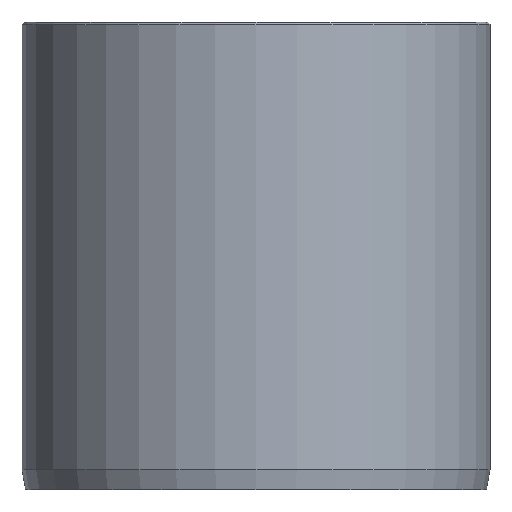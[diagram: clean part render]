
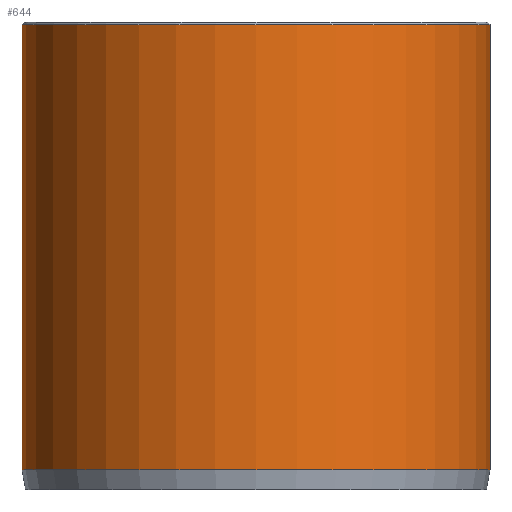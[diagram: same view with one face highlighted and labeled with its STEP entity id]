
A CAD part, front view. The second image highlights one B-rep face of the part: STEP entity #644.
In plain terms, the highlighted cylindrical face has radius 17.5 mm (diameter 35 mm), a partial arc.
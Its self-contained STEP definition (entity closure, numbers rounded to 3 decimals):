
#31 = CARTESIAN_POINT ( 'NONE',  ( 0., 0., 35. ) ) ;
#44 = CARTESIAN_POINT ( 'NONE',  ( -17.5, 0., 35. ) ) ;
#156 = CARTESIAN_POINT ( 'NONE',  ( 0., 0., 1.5 ) ) ;
#193 = LINE ( 'NONE', #327, #977 ) ;
#204 = EDGE_CURVE ( 'NONE', #736, #463, #963, .T. ) ;
#243 = ORIENTED_EDGE ( 'NONE', *, *, #422, .T. ) ;
#244 = ORIENTED_EDGE ( 'NONE', *, *, #204, .T. ) ;
#268 = VECTOR ( 'NONE', #767, 1000. ) ;
#287 = CIRCLE ( 'NONE', #567, 17.5 ) ;
#290 = ORIENTED_EDGE ( 'NONE', *, *, #757, .T. ) ;
#327 = CARTESIAN_POINT ( 'NONE',  ( 17.5, 0., 35. ) ) ;
#422 = EDGE_CURVE ( 'NONE', #967, #435, #287, .T. ) ;
#435 = VERTEX_POINT ( 'NONE', #714 ) ;
#447 = DIRECTION ( 'NONE',  ( 1., 0., 0. ) ) ;
#463 = VERTEX_POINT ( 'NONE', #817 ) ;
#464 = CARTESIAN_POINT ( 'NONE',  ( 17.5, 0., 34.8 ) ) ;
#541 = ORIENTED_EDGE ( 'NONE', *, *, #554, .F. ) ;
#554 = EDGE_CURVE ( 'NONE', #736, #435, #193, .T. ) ;
#567 = AXIS2_PLACEMENT_3D ( 'NONE', #156, #1110, #717 ) ;
#644 = ADVANCED_FACE ( 'NONE', ( #1172 ), #878, .T. ) ;
#653 = DIRECTION ( 'NONE',  ( -1., 0., 0. ) ) ;
#714 = CARTESIAN_POINT ( 'NONE',  ( 17.5, 0., 1.5 ) ) ;
#717 = DIRECTION ( 'NONE',  ( 1., 0., 0. ) ) ;
#736 = VERTEX_POINT ( 'NONE', #464 ) ;
#757 = EDGE_CURVE ( 'NONE', #463, #967, #788, .T. ) ;
#767 = DIRECTION ( 'NONE',  ( 0., 0., -1. ) ) ;
#788 = LINE ( 'NONE', #44, #268 ) ;
#795 = AXIS2_PLACEMENT_3D ( 'NONE', #1052, #1032, #447 ) ;
#817 = CARTESIAN_POINT ( 'NONE',  ( -17.5, 0., 34.8 ) ) ;
#878 = CYLINDRICAL_SURFACE ( 'NONE', #1291, 17.5 ) ;
#957 = DIRECTION ( 'NONE',  ( 0., 0., -1. ) ) ;
#963 = CIRCLE ( 'NONE', #795, 17.5 ) ;
#967 = VERTEX_POINT ( 'NONE', #1005 ) ;
#977 = VECTOR ( 'NONE', #1046, 1000. ) ;
#1005 = CARTESIAN_POINT ( 'NONE',  ( -17.5, 0., 1.5 ) ) ;
#1032 = DIRECTION ( 'NONE',  ( 0., 0., -1. ) ) ;
#1046 = DIRECTION ( 'NONE',  ( 0., 0., -1. ) ) ;
#1052 = CARTESIAN_POINT ( 'NONE',  ( 0., 0., 34.8 ) ) ;
#1078 = EDGE_LOOP ( 'NONE', ( #541, #244, #290, #243 ) ) ;
#1110 = DIRECTION ( 'NONE',  ( 0., 0., 1. ) ) ;
#1172 = FACE_OUTER_BOUND ( 'NONE', #1078, .T. ) ;
#1291 = AXIS2_PLACEMENT_3D ( 'NONE', #31, #957, #653 ) ;
